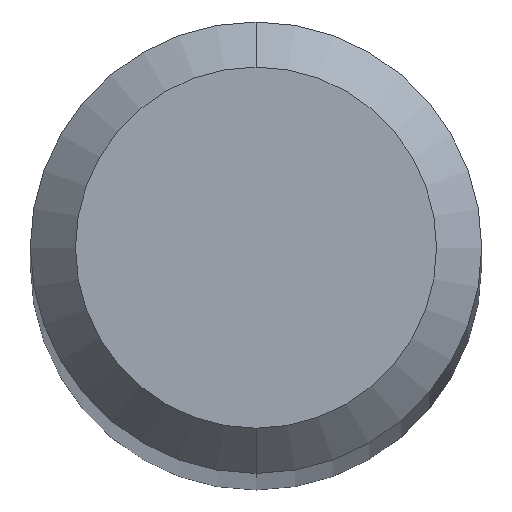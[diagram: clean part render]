
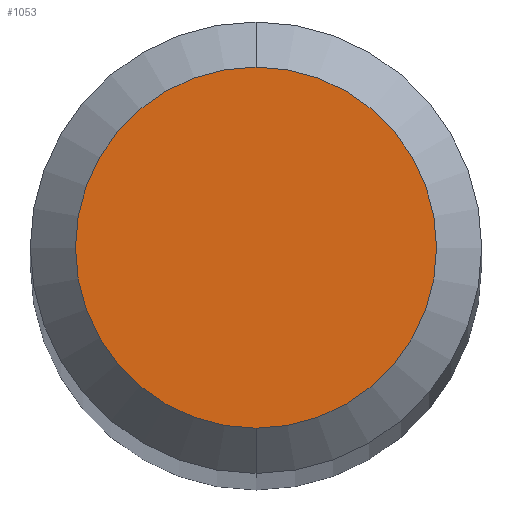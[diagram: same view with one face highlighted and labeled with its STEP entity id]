
A CAD part, top view. The second image highlights one B-rep face of the part: STEP entity #1053.
In plain terms, the highlighted planar face has unit normal (0, 0, 1).
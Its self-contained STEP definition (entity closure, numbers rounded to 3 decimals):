
#807=VERTEX_POINT('',#1554);
#899=VERTEX_POINT('',#1657);
#939=EDGE_CURVE('',#807,#899,#1702,.T.);
#1029=EDGE_CURVE('',#899,#807,#1798,.T.);
#1053=ADVANCED_FACE('',(#1827),#1828,.T.);
#1554=CARTESIAN_POINT('',(0.,-1.2,0.0));
#1657=CARTESIAN_POINT('',(0.0,1.2,0.0));
#1702=CIRCLE('',#5362,1.2);
#1798=CIRCLE('',#5748,1.2);
#1827=FACE_OUTER_BOUND('',#5911,.T.);
#1828=PLANE('',#5912);
#5362=AXIS2_PLACEMENT_3D('',#6610,#6611,#6612);
#5748=AXIS2_PLACEMENT_3D('',#6751,#6752,#6753);
#5911=EDGE_LOOP('',(#6800,#6801));
#5912=AXIS2_PLACEMENT_3D('',#6802,#6803,#6804);
#6610=CARTESIAN_POINT('',(0.0,0.0,0.0));
#6611=DIRECTION('',(0.0,0.0,-1.0));
#6612=DIRECTION('',(0.0,1.0,0.0));
#6751=CARTESIAN_POINT('',(0.0,0.0,0.0));
#6752=DIRECTION('',(0.0,0.0,-1.0));
#6753=DIRECTION('',(0.0,1.0,0.0));
#6800=ORIENTED_EDGE('',*,*,#1029,.F.);
#6801=ORIENTED_EDGE('',*,*,#939,.F.);
#6802=CARTESIAN_POINT('',(0.0,0.6,0.0));
#6803=DIRECTION('',(-0.0,0.0,1.0));
#6804=DIRECTION('',(0.0,-1.0,0.0));
